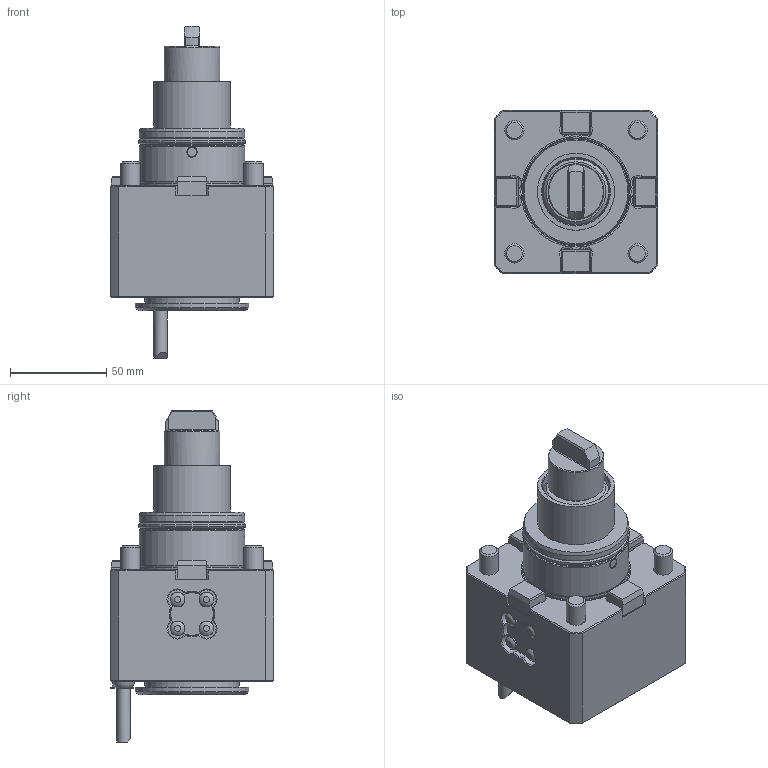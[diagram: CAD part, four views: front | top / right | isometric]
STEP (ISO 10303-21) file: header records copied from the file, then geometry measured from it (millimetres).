
FILE_DESCRIPTION(/* description */ (''),/* implementation_level */ '2;1');
FILE_NAME(/* name */ '1616082020975.stp',/* time_stamp */ '2021-03-18T16:40:28+01:00',/* author */ (''),/* organization */ ('SMS'),/* preprocessor_version */ 'ST-DEVELOPER v16.7',/* originating_system */ 'SIEMENS PLM Software NX 12.0',/* authorisation */ '');
FILE_SCHEMA (('AUTOMOTIVE_DESIGN { 1 0 10303 214 3 1 1 1 }'));
Length unit declared in the file: millimetre
Products named in the file (1): 203437907mod000_00
Bounding box: 85 x 85 x 172.5 mm (x, y, z)
Volume: 173.9 mm3; surface area: 64206.1 mm2
Topology: 1 solids, 3 shells, 363 faces, 931 edges, 592 vertices
Faces by surface type: plane 193, cylinder 93, cone 67, sphere 5, torus 4, bspline 1
Full cylindrical faces by diameter (mm): 2 x1, 4 x4, 4.134 x2, 4.917 x1, 5 x5, 6 x1, 6.6 x1, 7 x1, 7.6 x4, 7.9 x4, 10 x5, 12 x2, 16 x4, 18 x4, 25.4 x1, 27.386 x1, 29 x1, 32 x1, 34 x1, 35 x1, 36 x1, 40 x1, 49 x1, 50 x2, 54.5 x1, 54.9 x2, 55.3 x1, 59 x1, 62 x1
Entity records: 10492 total; most frequent: CARTESIAN_POINT 2251, DIRECTION 1724, ORIENTED_EDGE 1540, EDGE_CURVE 770, AXIS2_PLACEMENT_3D 665, VERTEX_POINT 542, EDGE_LOOP 520, LINE 394
